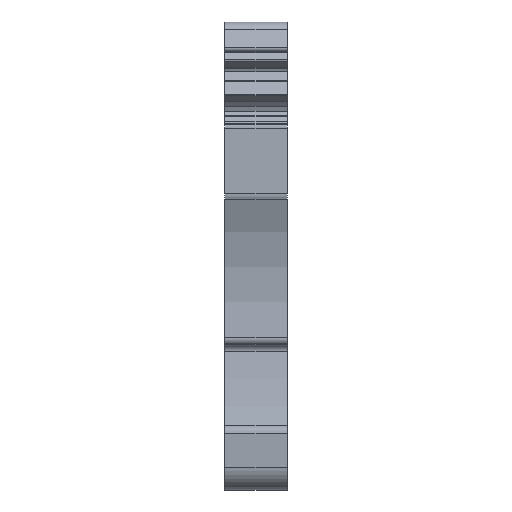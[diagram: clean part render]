
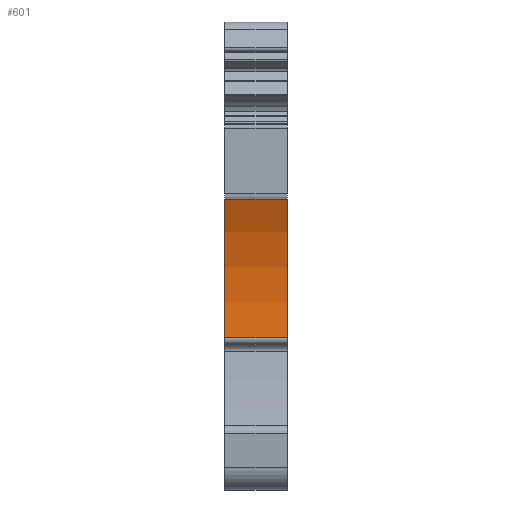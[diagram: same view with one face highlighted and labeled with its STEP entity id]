
A CAD part, front view. The second image highlights one B-rep face of the part: STEP entity #601.
In plain terms, the highlighted cylindrical face has radius 20 mm (diameter 40 mm), a partial arc.
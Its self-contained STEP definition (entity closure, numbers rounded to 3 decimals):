
#601 = ADVANCED_FACE( '', ( #1343 ), #1344, .F. );
#1343 = FACE_OUTER_BOUND( '', #2217, .T. );
#1344 = CYLINDRICAL_SURFACE( '', #2218, 20. );
#2217 = EDGE_LOOP( '', ( #4228, #4229, #4230, #4231 ) );
#2218 = AXIS2_PLACEMENT_3D( '', #4232, #4233, #4234 );
#4228 = ORIENTED_EDGE( '', *, *, #5522, .F. );
#4229 = ORIENTED_EDGE( '', *, *, #6218, .F. );
#4230 = ORIENTED_EDGE( '', *, *, #6164, .T. );
#4231 = ORIENTED_EDGE( '', *, *, #5611, .T. );
#4232 = CARTESIAN_POINT( '', ( 5.1, -17.93, 15.54 ) );
#4233 = DIRECTION( '', ( 1., 0., 0. ) );
#4234 = DIRECTION( '', ( 0., 0., 1. ) );
#5522 = EDGE_CURVE( '', #6748, #6750, #6751, .T. );
#5611 = EDGE_CURVE( '', #6913, #6750, #6914, .T. );
#6164 = EDGE_CURVE( '', #7758, #6913, #7759, .T. );
#6218 = EDGE_CURVE( '', #7758, #6748, #7824, .T. );
#6748 = VERTEX_POINT( '', #8453 );
#6750 = VERTEX_POINT( '', #8455 );
#6751 = CIRCLE( '', #8456, 20. );
#6913 = VERTEX_POINT( '', #8675 );
#6914 = LINE( '', #8676, #8677 );
#7758 = VERTEX_POINT( '', #9850 );
#7759 = CIRCLE( '', #9851, 20. );
#7824 = LINE( '', #9941, #9942 );
#8453 = CARTESIAN_POINT( '', ( 0., 1.834, 12.477 ) );
#8455 = CARTESIAN_POINT( '', ( 0., 0.265, 23.842 ) );
#8456 = AXIS2_PLACEMENT_3D( '', #10557, #10558, #10559 );
#8675 = CARTESIAN_POINT( '', ( 5.1, 0.265, 23.842 ) );
#8676 = CARTESIAN_POINT( '', ( 5.1, 0.265, 23.842 ) );
#8677 = VECTOR( '', #10686, 1000. );
#9850 = CARTESIAN_POINT( '', ( 5.1, 1.834, 12.477 ) );
#9851 = AXIS2_PLACEMENT_3D( '', #11354, #11355, #11356 );
#9941 = CARTESIAN_POINT( '', ( 5.1, 1.834, 12.477 ) );
#9942 = VECTOR( '', #11415, 1000. );
#10557 = CARTESIAN_POINT( '', ( 0., -17.93, 15.54 ) );
#10558 = DIRECTION( '', ( 1., 0., 0. ) );
#10559 = DIRECTION( '', ( 0., 0., -1. ) );
#10686 = DIRECTION( '', ( -1., 0., 0. ) );
#11354 = CARTESIAN_POINT( '', ( 5.1, -17.93, 15.54 ) );
#11355 = DIRECTION( '', ( 1., 0., 0. ) );
#11356 = DIRECTION( '', ( 0., 0., -1. ) );
#11415 = DIRECTION( '', ( -1., 0., 0. ) );
